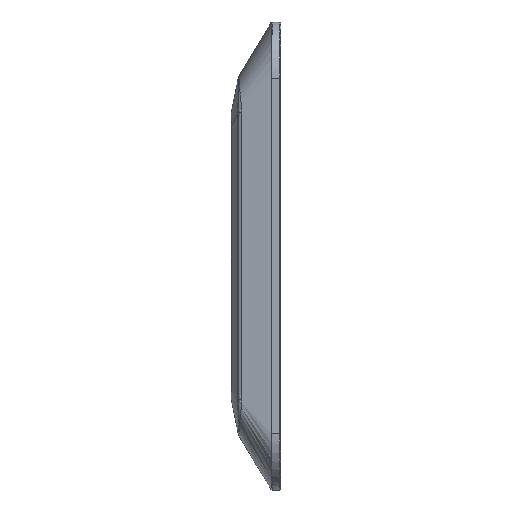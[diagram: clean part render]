
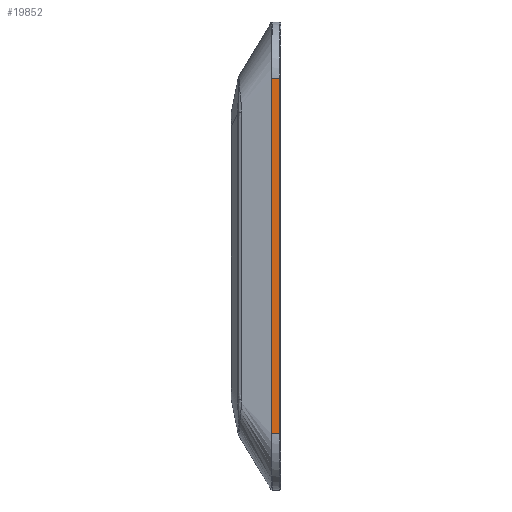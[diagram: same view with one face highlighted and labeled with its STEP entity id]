
A CAD part, left-side view. The second image highlights one B-rep face of the part: STEP entity #19852.
In plain terms, the highlighted planar face has unit normal (-1, 0, 0).
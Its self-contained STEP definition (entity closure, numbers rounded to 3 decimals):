
#92 = LINE ( 'NONE', #15272, #8198 ) ;
#311 = CARTESIAN_POINT ( 'NONE',  ( -68.961, 8.25, -37.911 ) ) ;
#397 = PLANE ( 'NONE',  #2864 ) ;
#609 = VERTEX_POINT ( 'NONE', #311 ) ;
#1319 = EDGE_LOOP ( 'NONE', ( #13579, #6977, #17313, #15529 ) ) ;
#1717 = CARTESIAN_POINT ( 'NONE',  ( -68.961, 9.993, -37.121 ) ) ;
#2864 = AXIS2_PLACEMENT_3D ( 'NONE', #21851, #21773, #7561 ) ;
#3350 = CARTESIAN_POINT ( 'NONE',  ( -68.961, 9.993, -36.529 ) ) ;
#3502 = CARTESIAN_POINT ( 'NONE',  ( -68.961, 9.993, 37.516 ) ) ;
#3575 = CARTESIAN_POINT ( 'NONE',  ( -68.961, 9.993, 32.382 ) ) ;
#3651 = CARTESIAN_POINT ( 'NONE',  ( -68.961, 9.993, -15.796 ) ) ;
#5114 = VECTOR ( 'NONE', #20773, 1000. ) ;
#5302 = CARTESIAN_POINT ( 'NONE',  ( -68.961, 9.993, -37.911 ) ) ;
#5710 = VERTEX_POINT ( 'NONE', #17082 ) ;
#6505 = CARTESIAN_POINT ( 'NONE',  ( -68.961, 7.01, 37.911 ) ) ;
#6729 = CARTESIAN_POINT ( 'NONE',  ( -68.961, 9.993, -37.911 ) ) ;
#6930 = CARTESIAN_POINT ( 'NONE',  ( -68.961, 9.993, 35.147 ) ) ;
#6977 = ORIENTED_EDGE ( 'NONE', *, *, #8433, .T. ) ;
#7162 = CARTESIAN_POINT ( 'NONE',  ( -68.961, 9.993, 37.121 ) ) ;
#7236 = CARTESIAN_POINT ( 'NONE',  ( -68.961, 9.993, 15.796 ) ) ;
#7561 = DIRECTION ( 'NONE',  ( 0., 0., 1. ) ) ;
#8198 = VECTOR ( 'NONE', #20556, 1000. ) ;
#8299 = LINE ( 'NONE', #6505, #10823 ) ;
#8387 = B_SPLINE_CURVE_WITH_KNOTS ( 'NONE', 3,
 ( #17694, #21523, #3502, #7162, #14133, #6930, #3575, #10846, #7236, #10691, #3651, #14054, #19494, #19729, #3350, #1717, #23022, #15998, #5302 ),
 .UNSPECIFIED., .F., .F.,
 ( 4, 2, 1, 1, 1, 1, 1, 1, 1, 1, 1, 1, 1, 2, 4 ),
 ( 0., 0.001, 0.001, 0.002, 0.005, 0.009, 0.019, 0.038, 0.057, 0.066, 0.071, 0.073, 0.075, 0.075, 0.076 ),
 .UNSPECIFIED. ) ;
#8433 = EDGE_CURVE ( 'NONE', #609, #17802, #92, .T. ) ;
#8837 = CARTESIAN_POINT ( 'NONE',  ( -68.961, 8.25, 37.911 ) ) ;
#9429 = EDGE_CURVE ( 'NONE', #609, #20246, #19905, .T. ) ;
#9915 = EDGE_CURVE ( 'NONE', #5710, #20246, #8387, .T. ) ;
#10691 = CARTESIAN_POINT ( 'NONE',  ( -68.961, 9.993, 0. ) ) ;
#10823 = VECTOR ( 'NONE', #11594, 1000. ) ;
#10846 = CARTESIAN_POINT ( 'NONE',  ( -68.961, 9.993, 26.854 ) ) ;
#11594 = DIRECTION ( 'NONE',  ( 0., 1., 0. ) ) ;
#13579 = ORIENTED_EDGE ( 'NONE', *, *, #9429, .F. ) ;
#14054 = CARTESIAN_POINT ( 'NONE',  ( -68.961, 9.993, -26.854 ) ) ;
#14133 = CARTESIAN_POINT ( 'NONE',  ( -68.961, 9.993, 36.529 ) ) ;
#14172 = FACE_OUTER_BOUND ( 'NONE', #1319, .T. ) ;
#15272 = CARTESIAN_POINT ( 'NONE',  ( -68.961, 8.25, 37.911 ) ) ;
#15529 = ORIENTED_EDGE ( 'NONE', *, *, #9915, .T. ) ;
#15998 = CARTESIAN_POINT ( 'NONE',  ( -68.961, 9.995, -37.714 ) ) ;
#17082 = CARTESIAN_POINT ( 'NONE',  ( -68.961, 9.993, 37.911 ) ) ;
#17313 = ORIENTED_EDGE ( 'NONE', *, *, #17564, .T. ) ;
#17564 = EDGE_CURVE ( 'NONE', #17802, #5710, #8299, .T. ) ;
#17694 = CARTESIAN_POINT ( 'NONE',  ( -68.961, 9.993, 37.911 ) ) ;
#17802 = VERTEX_POINT ( 'NONE', #8837 ) ;
#19224 = CARTESIAN_POINT ( 'NONE',  ( -68.961, 7.01, -37.911 ) ) ;
#19494 = CARTESIAN_POINT ( 'NONE',  ( -68.961, 9.993, -32.382 ) ) ;
#19729 = CARTESIAN_POINT ( 'NONE',  ( -68.961, 9.993, -35.147 ) ) ;
#19852 = ADVANCED_FACE ( 'NONE', ( #14172 ), #397, .T. ) ;
#19905 = LINE ( 'NONE', #19224, #5114 ) ;
#20246 = VERTEX_POINT ( 'NONE', #6729 ) ;
#20556 = DIRECTION ( 'NONE',  ( 0., 0., 1. ) ) ;
#20773 = DIRECTION ( 'NONE',  ( 0., 1., 0. ) ) ;
#21523 = CARTESIAN_POINT ( 'NONE',  ( -68.961, 9.995, 37.714 ) ) ;
#21773 = DIRECTION ( 'NONE',  ( -1., 0., 0. ) ) ;
#21851 = CARTESIAN_POINT ( 'NONE',  ( -68.961, 7.01, -37.911 ) ) ;
#23022 = CARTESIAN_POINT ( 'NONE',  ( -68.961, 9.993, -37.516 ) ) ;
